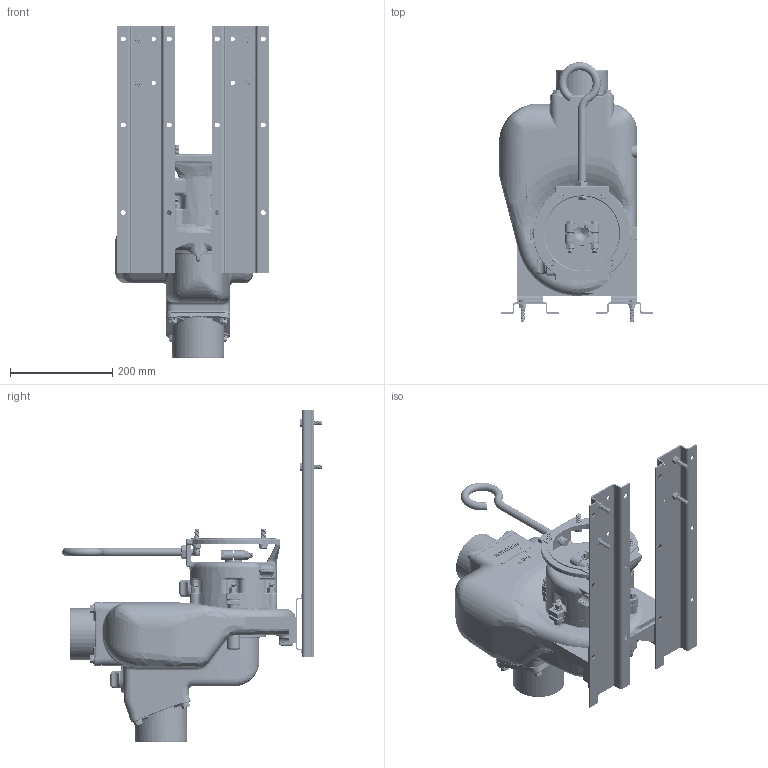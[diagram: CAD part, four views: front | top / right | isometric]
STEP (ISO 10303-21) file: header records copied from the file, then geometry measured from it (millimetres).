
FILE_DESCRIPTION(/* description */ (''),/* implementation_level */ '2;1');
FILE_NAME(/* name */ '301POSSW.stp',/* time_stamp */ '2017-06-08T11:30:44-04:00',/* author */ ('mclevenger'),/* organization */ (''),/* preprocessor_version */ 'ST-DEVELOPER v16.5',/* originating_system */ 'Autodesk Inventor 2017',/* authorisation */ '');
FILE_SCHEMA (('AUTOMOTIVE_DESIGN { 1 0 10303 214 3 1 1 }'));
Products named in the file (44): 301POSSW; 18126SS; 18001SS; 18004SS; 18106SS; 18044; 18042; 18042X; 18014; 18015; 18016; V07019; V07018; 18010SS; 18008SS; 18012SS; 18218; 13778V; UV15163V; 18200ASS; 18203A; 18202ASS; 18206; 15035; 12777SS; 13777SS; 13778; UV15163; 18021; 18034; 18033; 18129; 18029A; 18029B; V20019; V20018; BF207; 17704; 18235; 182351 ...
Assembly tree (99 placements, depth 4):
  301POSSW
    18126SS
      18001SS
      18004SS
      18106SS  x2
      V20018  x8
      18044
      18042
        18042X
        18014
        18015
        18016
        V07019
        V07018
      18010SS  x8
      18008SS
      18012SS
      18218  x6
      12777SS
      13777SS
      13778V
      UV15163V
    18200ASS
      18203A
      18202ASS
      18206
      15035
      18021
      12777SS
      13777SS
      13778
      UV15163
    18021
    18034
    18033
    V20018  x10
    V20019  x6
    18129
      18029A
      18029B
      V20019  x2
      V20018  x2
      BF207  x2
    17704  x4
    18235  x2
      182351
      182352
    17034  x4
    V10118  x4
    V10119  x4
Bounding box: 301.32 x 507.91 x 649.48 mm (x, y, z)
Volume: 5864987.5 mm3; surface area: 1783991.9 mm2
Topology: 97 solids, 98 shells, 8653 faces, 20686 edges, 12196 vertices
Faces by surface type: cylinder 2943, cone 2174, plane 1690, bspline 1414, torus 378, sphere 54
Full cylindrical faces by diameter (mm): 7.144 x3, 7.633 x204, 7.798 x16, 8.236 x30, 8.731 x8, 9.525 x40, 10.319 x34, 10.998 x2, 11.112 x16, 12.7 x3, 13.386 x1, 15.875 x1, 17.475 x1, 17.78 x2, 22.631 x1, 25.425 x1, 25.527 x2, 28.702 x2, 29.718 x2, 33.274 x2, 33.337 x1, 34.925 x3, 35.814 x5, 37.401 x2, 37.973 x2, 41.275 x3, 43.294 x2, 43.751 x2, 44.45 x2, 50.8 x1
Entity records: 202402 total; most frequent: CARTESIAN_POINT 99939, ORIENTED_EDGE 21920, DIRECTION 18900, EDGE_CURVE 10954, AXIS2_PLACEMENT_3D 7307, VERTEX_POINT 6865, EDGE_LOOP 5302, FACE_OUTER_BOUND 4631
